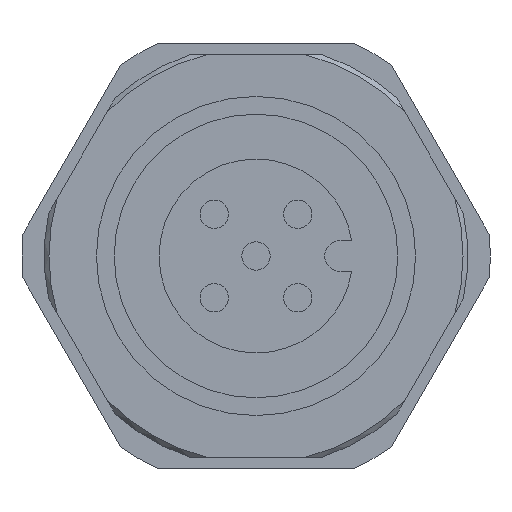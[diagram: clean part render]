
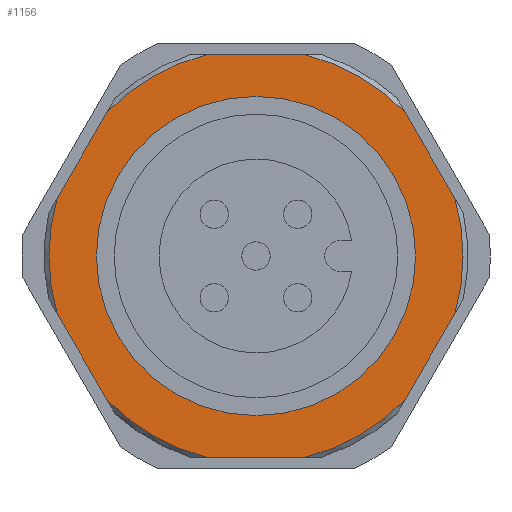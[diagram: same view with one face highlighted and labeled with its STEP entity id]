
A CAD part, left-side view. The second image highlights one B-rep face of the part: STEP entity #1156.
In plain terms, the highlighted planar face has unit normal (-1, 0, 0).
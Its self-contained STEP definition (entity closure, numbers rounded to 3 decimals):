
#9 = CARTESIAN_POINT ( 'NONE',  ( 8., 0., 0. ) ) ;
#11 = DIRECTION ( 'NONE',  ( 1., 0., 0. ) ) ;
#13 = DIRECTION ( 'NONE',  ( 0., 0., -1. ) ) ;
#17 = AXIS2_PLACEMENT_3D ( 'NONE', #3583, #965, #939 ) ;
#41 = DIRECTION ( 'NONE',  ( 1., 0., 0. ) ) ;
#66 = CARTESIAN_POINT ( 'NONE',  ( 8., 0., 0. ) ) ;
#67 = DIRECTION ( 'NONE',  ( 0., 0., -1. ) ) ;
#78 = CIRCLE ( 'NONE', #221, 8.755 ) ;
#100 = CIRCLE ( 'NONE', #1378, 6.75 ) ;
#118 = AXIS2_PLACEMENT_3D ( 'NONE', #154, #155, #157 ) ;
#154 = CARTESIAN_POINT ( 'NONE',  ( 8., 0., 0. ) ) ;
#155 = DIRECTION ( 'NONE',  ( 1., 0., 0. ) ) ;
#157 = DIRECTION ( 'NONE',  ( 0., 1., 0. ) ) ;
#187 = VERTEX_POINT ( 'NONE', #1207 ) ;
#188 = ORIENTED_EDGE ( 'NONE', *, *, #794, .F. ) ;
#204 = AXIS2_PLACEMENT_3D ( 'NONE', #66, #41, #67 ) ;
#214 = DIRECTION ( 'NONE',  ( 0., 0.5, -0.866 ) ) ;
#217 = CARTESIAN_POINT ( 'NONE',  ( 8., -8.41, -2.433 ) ) ;
#221 = AXIS2_PLACEMENT_3D ( 'NONE', #9, #11, #13 ) ;
#229 = ORIENTED_EDGE ( 'NONE', *, *, #2350, .F. ) ;
#298 = FACE_OUTER_BOUND ( 'NONE', #1726, .T. ) ;
#411 = VERTEX_POINT ( 'NONE', #1373 ) ;
#694 = VERTEX_POINT ( 'NONE', #1678 ) ;
#718 = CARTESIAN_POINT ( 'NONE',  ( 8., 8.41, 2.433 ) ) ;
#794 = EDGE_CURVE ( 'NONE', #1804, #187, #100, .T. ) ;
#822 = VERTEX_POINT ( 'NONE', #2139 ) ;
#939 = DIRECTION ( 'NONE',  ( 0., 0., -1. ) ) ;
#965 = DIRECTION ( 'NONE',  ( 1., 0., 0. ) ) ;
#995 = DIRECTION ( 'NONE',  ( 0., 0., -1. ) ) ;
#996 = DIRECTION ( 'NONE',  ( 1., 0., 0. ) ) ;
#1003 = CARTESIAN_POINT ( 'NONE',  ( 8., 0., 0. ) ) ;
#1017 = EDGE_CURVE ( 'NONE', #1473, #1521, #78, .T. ) ;
#1031 = EDGE_CURVE ( 'NONE', #822, #1241, #2104, .T. ) ;
#1072 = EDGE_CURVE ( 'NONE', #1588, #3193, #1657, .T. ) ;
#1156 = ADVANCED_FACE ( 'NONE', ( #298, #1633 ), #3676, .F. ) ;
#1207 = CARTESIAN_POINT ( 'NONE',  ( 8., 0., -6.75 ) ) ;
#1241 = VERTEX_POINT ( 'NONE', #3337 ) ;
#1247 = VERTEX_POINT ( 'NONE', #3823 ) ;
#1308 = DIRECTION ( 'NONE',  ( 0., 0., -1. ) ) ;
#1313 = DIRECTION ( 'NONE',  ( 1., 0., 0. ) ) ;
#1318 = CARTESIAN_POINT ( 'NONE',  ( 8., 0., 0. ) ) ;
#1373 = CARTESIAN_POINT ( 'NONE',  ( 8., 2.098, -8.5 ) ) ;
#1375 = DIRECTION ( 'NONE',  ( 0., 1., 0. ) ) ;
#1376 = DIRECTION ( 'NONE',  ( 1., 0., 0. ) ) ;
#1378 = AXIS2_PLACEMENT_3D ( 'NONE', #2067, #2068, #2073 ) ;
#1382 = CARTESIAN_POINT ( 'NONE',  ( 8., 0., 0. ) ) ;
#1440 = EDGE_CURVE ( 'NONE', #1241, #1543, #1828, .T. ) ;
#1473 = VERTEX_POINT ( 'NONE', #3762 ) ;
#1521 = VERTEX_POINT ( 'NONE', #3344 ) ;
#1526 = ORIENTED_EDGE ( 'NONE', *, *, #3022, .F. ) ;
#1543 = VERTEX_POINT ( 'NONE', #3194 ) ;
#1554 = ORIENTED_EDGE ( 'NONE', *, *, #1031, .F. ) ;
#1588 = VERTEX_POINT ( 'NONE', #2996 ) ;
#1592 = VERTEX_POINT ( 'NONE', #2935 ) ;
#1618 = ORIENTED_EDGE ( 'NONE', *, *, #3241, .F. ) ;
#1633 = FACE_BOUND ( 'NONE', #1812, .T. ) ;
#1657 = CIRCLE ( 'NONE', #118, 8.755 ) ;
#1659 = ORIENTED_EDGE ( 'NONE', *, *, #2575, .F. ) ;
#1678 = CARTESIAN_POINT ( 'NONE',  ( 8., -2.098, -8.5 ) ) ;
#1683 = ORIENTED_EDGE ( 'NONE', *, *, #1072, .F. ) ;
#1690 = ORIENTED_EDGE ( 'NONE', *, *, #2760, .F. ) ;
#1699 = ORIENTED_EDGE ( 'NONE', *, *, #1440, .F. ) ;
#1702 = ORIENTED_EDGE ( 'NONE', *, *, #3492, .F. ) ;
#1726 = EDGE_LOOP ( 'NONE', ( #1702, #1699, #1554, #1526, #1753, #1618, #1683, #1659, #1823, #1690, #3256, #1728 ) ) ;
#1728 = ORIENTED_EDGE ( 'NONE', *, *, #2277, .F. ) ;
#1753 = ORIENTED_EDGE ( 'NONE', *, *, #1017, .F. ) ;
#1804 = VERTEX_POINT ( 'NONE', #2592 ) ;
#1812 = EDGE_LOOP ( 'NONE', ( #188, #229 ) ) ;
#1821 = DIRECTION ( 'NONE',  ( 0., -1., 0. ) ) ;
#1823 = ORIENTED_EDGE ( 'NONE', *, *, #3696, .F. ) ;
#1827 = CARTESIAN_POINT ( 'NONE',  ( 8., 0., 8.5 ) ) ;
#1828 = LINE ( 'NONE', #217, #1867 ) ;
#1867 = VECTOR ( 'NONE', #214, 1000. ) ;
#2003 = CARTESIAN_POINT ( 'NONE',  ( 8., 2.098, 8.5 ) ) ;
#2067 = CARTESIAN_POINT ( 'NONE',  ( 8., 0., 0. ) ) ;
#2068 = DIRECTION ( 'NONE',  ( -1., 0., 0. ) ) ;
#2073 = DIRECTION ( 'NONE',  ( 0., 0., 1. ) ) ;
#2104 = CIRCLE ( 'NONE', #204, 8.755 ) ;
#2110 = CIRCLE ( 'NONE', #3254, 6.75 ) ;
#2121 = LINE ( 'NONE', #3821, #2132 ) ;
#2132 = VECTOR ( 'NONE', #3813, 1000. ) ;
#2139 = CARTESIAN_POINT ( 'NONE',  ( 8., -8.41, 2.433 ) ) ;
#2277 = EDGE_CURVE ( 'NONE', #694, #411, #2121, .T. ) ;
#2327 = DIRECTION ( 'NONE',  ( 0., -0.5, -0.866 ) ) ;
#2336 = LINE ( 'NONE', #3314, #2357 ) ;
#2346 = CARTESIAN_POINT ( 'NONE',  ( 8., -6.312, 6.067 ) ) ;
#2350 = EDGE_CURVE ( 'NONE', #187, #1804, #2110, .T. ) ;
#2357 = VECTOR ( 'NONE', #3381, 1000. ) ;
#2457 = AXIS2_PLACEMENT_3D ( 'NONE', #1003, #996, #995 ) ;
#2519 = AXIS2_PLACEMENT_3D ( 'NONE', #1318, #1313, #1308 ) ;
#2539 = LINE ( 'NONE', #2842, #2555 ) ;
#2555 = VECTOR ( 'NONE', #2837, 1000. ) ;
#2575 = EDGE_CURVE ( 'NONE', #3834, #1588, #2336, .T. ) ;
#2584 = AXIS2_PLACEMENT_3D ( 'NONE', #1382, #1376, #1375 ) ;
#2592 = CARTESIAN_POINT ( 'NONE',  ( 8., 0., 6.75 ) ) ;
#2760 = EDGE_CURVE ( 'NONE', #1247, #1592, #2539, .T. ) ;
#2789 = LINE ( 'NONE', #2346, #2821 ) ;
#2821 = VECTOR ( 'NONE', #2327, 1000. ) ;
#2837 = DIRECTION ( 'NONE',  ( 0., 0.5, 0.866 ) ) ;
#2842 = CARTESIAN_POINT ( 'NONE',  ( 8., 6.312, -6.067 ) ) ;
#2935 = CARTESIAN_POINT ( 'NONE',  ( 8., 8.41, -2.433 ) ) ;
#2996 = CARTESIAN_POINT ( 'NONE',  ( 8., 6.312, 6.067 ) ) ;
#3021 = LINE ( 'NONE', #1827, #3033 ) ;
#3022 = EDGE_CURVE ( 'NONE', #1521, #822, #2789, .T. ) ;
#3033 = VECTOR ( 'NONE', #1821, 1000. ) ;
#3193 = VERTEX_POINT ( 'NONE', #2003 ) ;
#3194 = CARTESIAN_POINT ( 'NONE',  ( 8., -6.312, -6.067 ) ) ;
#3206 = CIRCLE ( 'NONE', #2519, 8.755 ) ;
#3241 = EDGE_CURVE ( 'NONE', #3193, #1473, #3021, .T. ) ;
#3254 = AXIS2_PLACEMENT_3D ( 'NONE', #3741, #3736, #3728 ) ;
#3256 = ORIENTED_EDGE ( 'NONE', *, *, #3515, .F. ) ;
#3275 = CIRCLE ( 'NONE', #2584, 8.755 ) ;
#3314 = CARTESIAN_POINT ( 'NONE',  ( 8., 8.41, 2.433 ) ) ;
#3337 = CARTESIAN_POINT ( 'NONE',  ( 8., -8.41, -2.433 ) ) ;
#3344 = CARTESIAN_POINT ( 'NONE',  ( 8., -6.312, 6.067 ) ) ;
#3381 = DIRECTION ( 'NONE',  ( 0., -0.5, 0.866 ) ) ;
#3483 = CIRCLE ( 'NONE', #2457, 8.755 ) ;
#3492 = EDGE_CURVE ( 'NONE', #1543, #694, #3275, .T. ) ;
#3515 = EDGE_CURVE ( 'NONE', #411, #1247, #3206, .T. ) ;
#3583 = CARTESIAN_POINT ( 'NONE',  ( 8., 0., -6.75 ) ) ;
#3676 = PLANE ( 'NONE',  #17 ) ;
#3696 = EDGE_CURVE ( 'NONE', #1592, #3834, #3483, .T. ) ;
#3728 = DIRECTION ( 'NONE',  ( 0., 0., 1. ) ) ;
#3736 = DIRECTION ( 'NONE',  ( -1., 0., 0. ) ) ;
#3741 = CARTESIAN_POINT ( 'NONE',  ( 8., 0., 0. ) ) ;
#3762 = CARTESIAN_POINT ( 'NONE',  ( 8., -2.098, 8.5 ) ) ;
#3813 = DIRECTION ( 'NONE',  ( 0., 1., 0. ) ) ;
#3821 = CARTESIAN_POINT ( 'NONE',  ( 8., 0., -8.5 ) ) ;
#3823 = CARTESIAN_POINT ( 'NONE',  ( 8., 6.312, -6.067 ) ) ;
#3834 = VERTEX_POINT ( 'NONE', #718 ) ;
